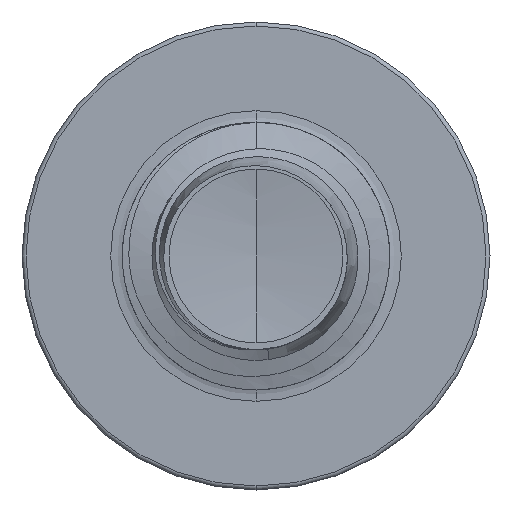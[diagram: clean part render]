
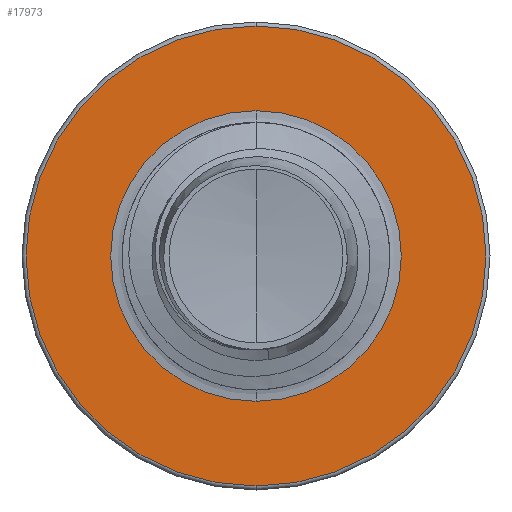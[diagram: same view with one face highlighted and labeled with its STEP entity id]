
A CAD part, front view. The second image highlights one B-rep face of the part: STEP entity #17973.
In plain terms, the highlighted planar face has unit normal (0, -1, 0).
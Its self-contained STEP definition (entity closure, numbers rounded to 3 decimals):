
#520 = EDGE_CURVE ( 'NONE', #5658, #5991, #1836, .T. ) ;
#1836 = CIRCLE ( 'NONE', #18155, 2.174 ) ;
#2803 = CARTESIAN_POINT ( 'NONE',  ( 0., 7., -3.44 ) ) ;
#3459 = EDGE_CURVE ( 'NONE', #5991, #5658, #15798, .T. ) ;
#4529 = VERTEX_POINT ( 'NONE', #2803 ) ;
#4689 = DIRECTION ( 'NONE',  ( 0., 0., 1. ) ) ;
#5301 = CARTESIAN_POINT ( 'NONE',  ( 0., 7., 0. ) ) ;
#5658 = VERTEX_POINT ( 'NONE', #10535 ) ;
#5991 = VERTEX_POINT ( 'NONE', #6371 ) ;
#6170 = AXIS2_PLACEMENT_3D ( 'NONE', #14477, #14457, #14432 ) ;
#6363 = DIRECTION ( 'NONE',  ( 0., 0., 1. ) ) ;
#6371 = CARTESIAN_POINT ( 'NONE',  ( 0., 7., -2.174 ) ) ;
#6381 = DIRECTION ( 'NONE',  ( 0., 1., 0. ) ) ;
#6412 = CARTESIAN_POINT ( 'NONE',  ( 0., 7., 0. ) ) ;
#7109 = AXIS2_PLACEMENT_3D ( 'NONE', #8464, #8439, #8414 ) ;
#7902 = EDGE_CURVE ( 'NONE', #4529, #9808, #16043, .T. ) ;
#8355 = EDGE_CURVE ( 'NONE', #9808, #4529, #18819, .T. ) ;
#8414 = DIRECTION ( 'NONE',  ( 0., 0., 1. ) ) ;
#8439 = DIRECTION ( 'NONE',  ( 0., 1., 0. ) ) ;
#8464 = CARTESIAN_POINT ( 'NONE',  ( 0., 7., -2.174 ) ) ;
#8688 = PLANE ( 'NONE',  #7109 ) ;
#9319 = EDGE_LOOP ( 'NONE', ( #10790, #9747 ) ) ;
#9496 = ORIENTED_EDGE ( 'NONE', *, *, #520, .T. ) ;
#9747 = ORIENTED_EDGE ( 'NONE', *, *, #7902, .F. ) ;
#9808 = VERTEX_POINT ( 'NONE', #12138 ) ;
#10535 = CARTESIAN_POINT ( 'NONE',  ( 0., 7., 2.174 ) ) ;
#10790 = ORIENTED_EDGE ( 'NONE', *, *, #8355, .F. ) ;
#11665 = DIRECTION ( 'NONE',  ( 0., 1., 0. ) ) ;
#12138 = CARTESIAN_POINT ( 'NONE',  ( 0., 7., 3.44 ) ) ;
#12259 = EDGE_LOOP ( 'NONE', ( #9496, #14700 ) ) ;
#13161 = FACE_OUTER_BOUND ( 'NONE', #9319, .T. ) ;
#14432 = DIRECTION ( 'NONE',  ( 0., 0., 1. ) ) ;
#14457 = DIRECTION ( 'NONE',  ( 0., 1., 0. ) ) ;
#14477 = CARTESIAN_POINT ( 'NONE',  ( 0., 7., 0. ) ) ;
#14700 = ORIENTED_EDGE ( 'NONE', *, *, #3459, .T. ) ;
#15798 = CIRCLE ( 'NONE', #18096, 2.174 ) ;
#16043 = CIRCLE ( 'NONE', #18399, 3.44 ) ;
#16290 = FACE_BOUND ( 'NONE', #12259, .T. ) ;
#16560 = DIRECTION ( 'NONE',  ( 0., 0., 1. ) ) ;
#16575 = DIRECTION ( 'NONE',  ( 0., 1., 0. ) ) ;
#16577 = CARTESIAN_POINT ( 'NONE',  ( 0., 7., 0. ) ) ;
#17973 = ADVANCED_FACE ( 'NONE', ( #13161, #16290 ), #8688, .F. ) ;
#18096 = AXIS2_PLACEMENT_3D ( 'NONE', #6412, #6381, #6363 ) ;
#18155 = AXIS2_PLACEMENT_3D ( 'NONE', #5301, #11665, #4689 ) ;
#18399 = AXIS2_PLACEMENT_3D ( 'NONE', #16577, #16575, #16560 ) ;
#18819 = CIRCLE ( 'NONE', #6170, 3.44 ) ;
